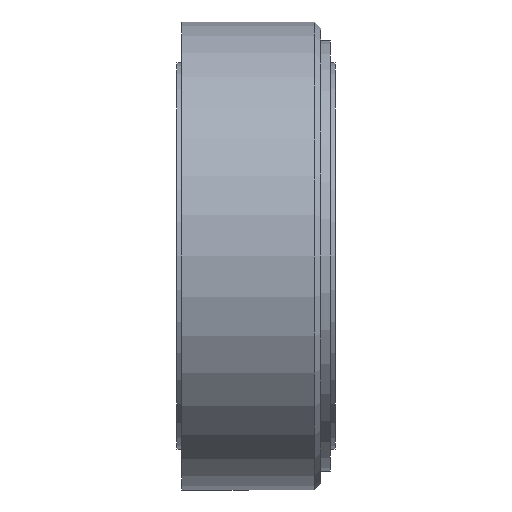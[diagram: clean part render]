
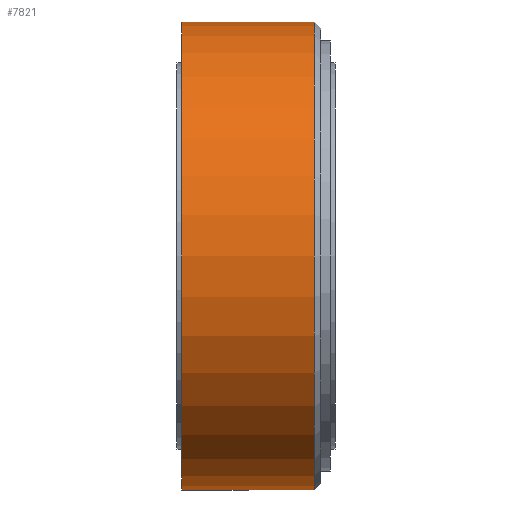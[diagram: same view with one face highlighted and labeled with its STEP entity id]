
A CAD part, left-side view. The second image highlights one B-rep face of the part: STEP entity #7821.
In plain terms, the highlighted cylindrical face has radius 18.796 mm (diameter 37.592 mm), a full revolution.
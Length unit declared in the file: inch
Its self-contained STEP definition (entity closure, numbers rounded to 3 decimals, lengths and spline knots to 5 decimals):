
#7020=CARTESIAN_POINT('',(0.,0.0925,1.445));
#7021=VERTEX_POINT('',#7020);
#7022=CARTESIAN_POINT('',(0.,-0.0925,1.445));
#7023=VERTEX_POINT('',#7022);
#7684=CARTESIAN_POINT('',(0.,-0.195,1.445));
#7685=VERTEX_POINT('',#7684);
#7686=CARTESIAN_POINT('',(0.,-0.195,2.185));
#7687=DIRECTION('',(0.0,-1.0,0.0));
#7688=DIRECTION('',(0.0,0.0,1.0));
#7689=AXIS2_PLACEMENT_3D('',#7686,#7687,#7688);
#7690=CIRCLE('',#7689,0.74);
#7691=EDGE_CURVE('',#7685,#7685,#7690,.T.);
#7729=CARTESIAN_POINT('',(0.,0.15,2.185));
#7730=DIRECTION('',(0.0,-1.0,0.0));
#7731=DIRECTION('',(0.0,0.0,-1.0));
#7732=AXIS2_PLACEMENT_3D('',#7729,#7730,#7731);
#7733=CYLINDRICAL_SURFACE('',#7732,0.74);
#7734=CARTESIAN_POINT('',(0.,0.225,1.445));
#7735=VERTEX_POINT('',#7734);
#7736=CARTESIAN_POINT('',(0.,0.225,2.185));
#7737=DIRECTION('',(0.0,1.0,0.0));
#7738=DIRECTION('',(0.0,0.0,-1.0));
#7739=AXIS2_PLACEMENT_3D('',#7736,#7737,#7738);
#7740=CIRCLE('',#7739,0.74);
#7741=EDGE_CURVE('',#7735,#7735,#7740,.T.);
#7742=ORIENTED_EDGE('',*,*,#7741,.F.);
#7743=EDGE_LOOP('',(#7742));
#7744=FACE_OUTER_BOUND('',#7743,.T.);
#7745=CARTESIAN_POINT('',(0.,0.0625,1.445));
#7746=VERTEX_POINT('',#7745);
#7747=CARTESIAN_POINT('',(0.,0.0925,1.445));
#7748=DIRECTION('',(0.0,-1.0,0.0));
#7749=VECTOR('',#7748,0.03);
#7750=LINE('',#7747,#7749);
#7751=EDGE_CURVE('',#7021,#7746,#7750,.T.);
#7752=ORIENTED_EDGE('',*,*,#7751,.T.);
#7753=CARTESIAN_POINT('',(0.,-0.0625,1.445));
#7754=VERTEX_POINT('',#7753);
#7755=CARTESIAN_POINT('',(0.,-0.0625,1.445));
#7756=CARTESIAN_POINT('',(-0.00785,-0.0625,1.445));
#7757=CARTESIAN_POINT('',(-0.01622,-0.06093,1.44514));
#7758=CARTESIAN_POINT('',(-0.03162,-0.05455,1.44564));
#7759=CARTESIAN_POINT('',(-0.03865,-0.04974,1.44599));
#7760=CARTESIAN_POINT('',(-0.04974,-0.03865,1.44665));
#7761=CARTESIAN_POINT('',(-0.05455,-0.03162,1.44701));
#7762=CARTESIAN_POINT('',(-0.06093,-0.01622,1.44751));
#7763=CARTESIAN_POINT('',(-0.0625,-0.00785,1.44764));
#7764=CARTESIAN_POINT('',(-0.0625,0.,1.44764));
#7765=CARTESIAN_POINT('',(-0.0625,0.00785,1.44764));
#7766=CARTESIAN_POINT('',(-0.06093,0.01622,1.44751));
#7767=CARTESIAN_POINT('',(-0.05455,0.03162,1.44701));
#7768=CARTESIAN_POINT('',(-0.04974,0.03865,1.44665));
#7769=CARTESIAN_POINT('',(-0.03865,0.04974,1.44599));
#7770=CARTESIAN_POINT('',(-0.03162,0.05455,1.44564));
#7771=CARTESIAN_POINT('',(-0.01622,0.06093,1.44514));
#7772=CARTESIAN_POINT('',(-0.00785,0.0625,1.445));
#7773=CARTESIAN_POINT('',(0.,0.0625,1.445));
#7774=B_SPLINE_CURVE_WITH_KNOTS('',3,(#7755,#7756,#7757,#7758,#7759,#7760,#7761,#7762,#7763,#7764,#7765,#7766,#7767,#7768,#7769,#7770,#7771,#7772,#7773),.UNSPECIFIED.,.F.,.U.,(4,2,2,2,3,2,2,2,4),(0.28266,0.30621,0.32977,0.35332,0.37688,0.40043,0.42399,0.44754,0.4711),.UNSPECIFIED.);
#7775=EDGE_CURVE('',#7754,#7746,#7774,.T.);
#7776=ORIENTED_EDGE('',*,*,#7775,.F.);
#7777=CARTESIAN_POINT('',(0.,-0.0625,1.445));
#7778=DIRECTION('',(0.0,-1.0,0.0));
#7779=VECTOR('',#7778,0.03);
#7780=LINE('',#7777,#7779);
#7781=EDGE_CURVE('',#7754,#7023,#7780,.T.);
#7782=ORIENTED_EDGE('',*,*,#7781,.T.);
#7783=CARTESIAN_POINT('',(0.,-0.0625,1.445));
#7784=DIRECTION('',(0.0,-1.0,0.0));
#7785=VECTOR('',#7784,0.03);
#7786=LINE('',#7783,#7785);
#7787=EDGE_CURVE('',#7754,#7023,#7786,.T.);
#7788=ORIENTED_EDGE('',*,*,#7787,.F.);
#7789=CARTESIAN_POINT('',(0.,0.0625,1.445));
#7790=CARTESIAN_POINT('',(0.00785,0.0625,1.445));
#7791=CARTESIAN_POINT('',(0.01622,0.06093,1.44514));
#7792=CARTESIAN_POINT('',(0.03162,0.05455,1.44564));
#7793=CARTESIAN_POINT('',(0.03865,0.04974,1.44599));
#7794=CARTESIAN_POINT('',(0.04974,0.03865,1.44665));
#7795=CARTESIAN_POINT('',(0.05455,0.03162,1.44701));
#7796=CARTESIAN_POINT('',(0.06093,0.01622,1.44751));
#7797=CARTESIAN_POINT('',(0.0625,0.00785,1.44764));
#7798=CARTESIAN_POINT('',(0.0625,-0.00785,1.44764));
#7799=CARTESIAN_POINT('',(0.06093,-0.01622,1.44751));
#7800=CARTESIAN_POINT('',(0.05455,-0.03162,1.44701));
#7801=CARTESIAN_POINT('',(0.04974,-0.03865,1.44665));
#7802=CARTESIAN_POINT('',(0.03865,-0.04974,1.44599));
#7803=CARTESIAN_POINT('',(0.03162,-0.05455,1.44564));
#7804=CARTESIAN_POINT('',(0.01622,-0.06093,1.44514));
#7805=CARTESIAN_POINT('',(0.00785,-0.0625,1.445));
#7806=CARTESIAN_POINT('',(0.,-0.0625,1.445));
#7807=B_SPLINE_CURVE_WITH_KNOTS('',3,(#7789,#7790,#7791,#7792,#7793,#7794,#7795,#7796,#7797,#7798,#7799,#7800,#7801,#7802,#7803,#7804,#7805,#7806),.UNSPECIFIED.,.F.,.U.,(4,2,2,2,2,2,2,2,4),(0.09422,0.11777,0.14133,0.16488,0.18844,0.21199,0.23555,0.2591,0.28266),.UNSPECIFIED.);
#7808=EDGE_CURVE('',#7746,#7754,#7807,.T.);
#7809=ORIENTED_EDGE('',*,*,#7808,.F.);
#7810=CARTESIAN_POINT('',(0.,0.0925,1.445));
#7811=DIRECTION('',(0.0,-1.0,0.0));
#7812=VECTOR('',#7811,0.03);
#7813=LINE('',#7810,#7812);
#7814=EDGE_CURVE('',#7021,#7746,#7813,.T.);
#7815=ORIENTED_EDGE('',*,*,#7814,.F.);
#7816=EDGE_LOOP('',(#7752,#7776,#7782,#7788,#7809,#7815));
#7817=FACE_BOUND('',#7816,.T.);
#7818=ORIENTED_EDGE('',*,*,#7691,.F.);
#7819=EDGE_LOOP('',(#7818));
#7820=FACE_BOUND('',#7819,.T.);
#7821=ADVANCED_FACE('',(#7744,#7817,#7820),#7733,.T.);
